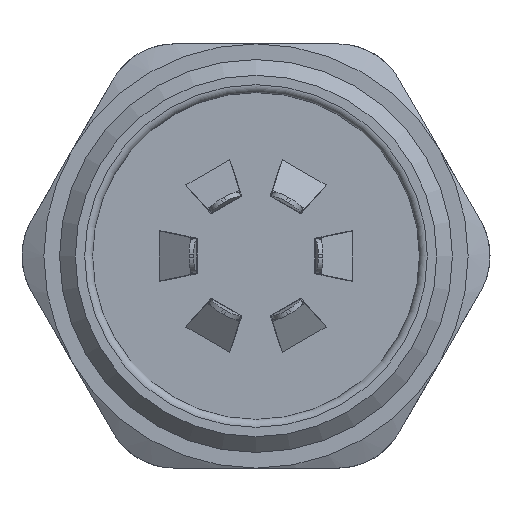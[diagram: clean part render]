
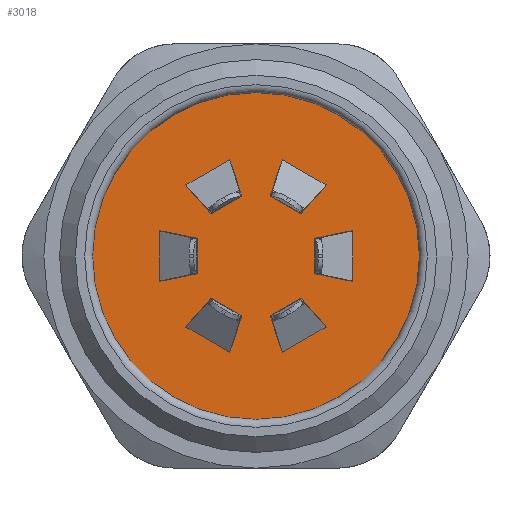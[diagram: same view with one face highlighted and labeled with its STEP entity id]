
A CAD part, front view. The second image highlights one B-rep face of the part: STEP entity #3018.
In plain terms, the highlighted planar face has unit normal (0, -1, 0).
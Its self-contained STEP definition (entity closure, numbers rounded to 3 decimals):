
#251=FACE_BOUND('',#633,.T.);
#252=FACE_BOUND('',#634,.T.);
#253=FACE_BOUND('',#635,.T.);
#254=FACE_BOUND('',#636,.T.);
#255=FACE_BOUND('',#637,.T.);
#256=FACE_BOUND('',#638,.T.);
#315=CIRCLE('',#3241,10.4);
#460=FACE_OUTER_BOUND('',#632,.T.);
#632=EDGE_LOOP('',(#2383));
#633=EDGE_LOOP('',(#2384,#2385,#2386,#2387));
#634=EDGE_LOOP('',(#2388,#2389,#2390,#2391));
#635=EDGE_LOOP('',(#2392,#2393,#2394,#2395));
#636=EDGE_LOOP('',(#2396,#2397,#2398,#2399));
#637=EDGE_LOOP('',(#2400,#2401,#2402,#2403));
#638=EDGE_LOOP('',(#2404,#2405,#2406,#2407));
#698=LINE('',#3998,#907);
#702=LINE('',#4006,#911);
#706=LINE('',#4015,#915);
#710=LINE('',#4023,#919);
#714=LINE('',#4032,#923);
#718=LINE('',#4040,#927);
#722=LINE('',#4049,#931);
#726=LINE('',#4057,#935);
#730=LINE('',#4066,#939);
#734=LINE('',#4074,#943);
#738=LINE('',#4083,#947);
#742=LINE('',#4091,#951);
#773=LINE('',#4916,#982);
#775=LINE('',#4919,#984);
#791=LINE('',#5510,#1000);
#793=LINE('',#5513,#1002);
#809=LINE('',#6104,#1018);
#811=LINE('',#6107,#1020);
#827=LINE('',#6698,#1036);
#829=LINE('',#6701,#1038);
#845=LINE('',#7292,#1054);
#847=LINE('',#7295,#1056);
#863=LINE('',#7886,#1072);
#865=LINE('',#7889,#1074);
#907=VECTOR('',#3329,10.);
#911=VECTOR('',#3335,10.);
#915=VECTOR('',#3341,10.);
#919=VECTOR('',#3347,10.);
#923=VECTOR('',#3353,10.);
#927=VECTOR('',#3359,10.);
#931=VECTOR('',#3365,10.);
#935=VECTOR('',#3371,10.);
#939=VECTOR('',#3377,10.);
#943=VECTOR('',#3383,10.);
#947=VECTOR('',#3389,10.);
#951=VECTOR('',#3395,10.);
#982=VECTOR('',#3500,10.);
#984=VECTOR('',#3504,10.);
#1000=VECTOR('',#3544,10.);
#1002=VECTOR('',#3548,10.);
#1018=VECTOR('',#3588,10.);
#1020=VECTOR('',#3592,10.);
#1036=VECTOR('',#3632,10.);
#1038=VECTOR('',#3636,10.);
#1054=VECTOR('',#3676,10.);
#1056=VECTOR('',#3680,10.);
#1072=VECTOR('',#3720,10.);
#1074=VECTOR('',#3724,10.);
#1116=VERTEX_POINT('',#3996);
#1117=VERTEX_POINT('',#3997);
#1120=VERTEX_POINT('',#4005);
#1123=VERTEX_POINT('',#4013);
#1124=VERTEX_POINT('',#4014);
#1127=VERTEX_POINT('',#4022);
#1130=VERTEX_POINT('',#4030);
#1131=VERTEX_POINT('',#4031);
#1134=VERTEX_POINT('',#4039);
#1137=VERTEX_POINT('',#4047);
#1138=VERTEX_POINT('',#4048);
#1141=VERTEX_POINT('',#4056);
#1144=VERTEX_POINT('',#4064);
#1145=VERTEX_POINT('',#4065);
#1148=VERTEX_POINT('',#4073);
#1151=VERTEX_POINT('',#4081);
#1152=VERTEX_POINT('',#4082);
#1155=VERTEX_POINT('',#4090);
#1206=VERTEX_POINT('',#4915);
#1223=VERTEX_POINT('',#5509);
#1240=VERTEX_POINT('',#6103);
#1257=VERTEX_POINT('',#6697);
#1274=VERTEX_POINT('',#7291);
#1291=VERTEX_POINT('',#7885);
#1318=VERTEX_POINT('',#7959);
#1386=EDGE_CURVE('',#1116,#1117,#698,.T.);
#1390=EDGE_CURVE('',#1120,#1116,#702,.T.);
#1394=EDGE_CURVE('',#1123,#1124,#706,.T.);
#1398=EDGE_CURVE('',#1127,#1123,#710,.T.);
#1402=EDGE_CURVE('',#1130,#1131,#714,.T.);
#1406=EDGE_CURVE('',#1134,#1130,#718,.T.);
#1410=EDGE_CURVE('',#1137,#1138,#722,.T.);
#1414=EDGE_CURVE('',#1141,#1137,#726,.T.);
#1418=EDGE_CURVE('',#1144,#1145,#730,.T.);
#1422=EDGE_CURVE('',#1148,#1144,#734,.T.);
#1426=EDGE_CURVE('',#1151,#1152,#738,.T.);
#1430=EDGE_CURVE('',#1155,#1151,#742,.T.);
#1508=EDGE_CURVE('',#1117,#1206,#773,.T.);
#1510=EDGE_CURVE('',#1206,#1120,#775,.T.);
#1538=EDGE_CURVE('',#1124,#1223,#791,.T.);
#1540=EDGE_CURVE('',#1223,#1127,#793,.T.);
#1568=EDGE_CURVE('',#1131,#1240,#809,.T.);
#1570=EDGE_CURVE('',#1240,#1134,#811,.T.);
#1598=EDGE_CURVE('',#1138,#1257,#827,.T.);
#1600=EDGE_CURVE('',#1257,#1141,#829,.T.);
#1628=EDGE_CURVE('',#1145,#1274,#845,.T.);
#1630=EDGE_CURVE('',#1274,#1148,#847,.T.);
#1658=EDGE_CURVE('',#1152,#1291,#863,.T.);
#1660=EDGE_CURVE('',#1291,#1155,#865,.T.);
#1694=EDGE_CURVE('',#1318,#1318,#315,.T.);
#2383=ORIENTED_EDGE('',*,*,#1694,.F.);
#2384=ORIENTED_EDGE('',*,*,#1430,.T.);
#2385=ORIENTED_EDGE('',*,*,#1426,.T.);
#2386=ORIENTED_EDGE('',*,*,#1658,.T.);
#2387=ORIENTED_EDGE('',*,*,#1660,.T.);
#2388=ORIENTED_EDGE('',*,*,#1422,.T.);
#2389=ORIENTED_EDGE('',*,*,#1418,.T.);
#2390=ORIENTED_EDGE('',*,*,#1628,.T.);
#2391=ORIENTED_EDGE('',*,*,#1630,.T.);
#2392=ORIENTED_EDGE('',*,*,#1414,.T.);
#2393=ORIENTED_EDGE('',*,*,#1410,.T.);
#2394=ORIENTED_EDGE('',*,*,#1598,.T.);
#2395=ORIENTED_EDGE('',*,*,#1600,.T.);
#2396=ORIENTED_EDGE('',*,*,#1406,.T.);
#2397=ORIENTED_EDGE('',*,*,#1402,.T.);
#2398=ORIENTED_EDGE('',*,*,#1568,.T.);
#2399=ORIENTED_EDGE('',*,*,#1570,.T.);
#2400=ORIENTED_EDGE('',*,*,#1398,.T.);
#2401=ORIENTED_EDGE('',*,*,#1394,.T.);
#2402=ORIENTED_EDGE('',*,*,#1538,.T.);
#2403=ORIENTED_EDGE('',*,*,#1540,.T.);
#2404=ORIENTED_EDGE('',*,*,#1390,.T.);
#2405=ORIENTED_EDGE('',*,*,#1386,.T.);
#2406=ORIENTED_EDGE('',*,*,#1508,.T.);
#2407=ORIENTED_EDGE('',*,*,#1510,.T.);
#2715=PLANE('',#3240);
#3018=ADVANCED_FACE('',(#460,#251,#252,#253,#254,#255,#256),#2715,.T.);
#3240=AXIS2_PLACEMENT_3D('',#7958,#3796,#3797);
#3241=AXIS2_PLACEMENT_3D('',#7960,#3798,#3799);
#3329=DIRECTION('',(0.866,0.,-0.5));
#3335=DIRECTION('',(0.371,0.,0.929));
#3341=DIRECTION('',(0.866,0.,0.5));
#3347=DIRECTION('',(-0.619,0.,0.786));
#3353=DIRECTION('',(0.,0.,1.));
#3359=DIRECTION('',(-0.99,0.,-0.143));
#3365=DIRECTION('',(-0.866,0.,0.5));
#3371=DIRECTION('',(-0.371,0.,-0.929));
#3377=DIRECTION('',(-0.866,0.,-0.5));
#3383=DIRECTION('',(0.619,0.,-0.786));
#3389=DIRECTION('',(0.,0.,-1.));
#3395=DIRECTION('',(0.99,0.,0.143));
#3500=DIRECTION('',(-0.619,0.,-0.786));
#3504=DIRECTION('',(-0.866,0.,0.5));
#3544=DIRECTION('',(0.371,0.,-0.929));
#3548=DIRECTION('',(-0.866,0.,-0.5));
#3588=DIRECTION('',(0.99,0.,-0.143));
#3592=DIRECTION('',(0.,0.,-1.));
#3632=DIRECTION('',(0.619,0.,0.786));
#3636=DIRECTION('',(0.866,0.,-0.5));
#3676=DIRECTION('',(-0.371,0.,0.929));
#3680=DIRECTION('',(0.866,0.,0.5));
#3720=DIRECTION('',(-0.99,0.,0.143));
#3724=DIRECTION('',(0.,0.,1.));
#3796=DIRECTION('center_axis',(0.,-1.,0.));
#3797=DIRECTION('ref_axis',(0.,0.,-1.));
#3798=DIRECTION('center_axis',(0.,1.,0.));
#3799=DIRECTION('ref_axis',(-1.,0.,0.));
#3996=CARTESIAN_POINT('',(-4.12,2.923,6.121));
#3997=CARTESIAN_POINT('',(-1.346,2.923,4.52));
#3998=CARTESIAN_POINT('',(-2.733,2.923,5.321));
#4005=CARTESIAN_POINT('',(-4.316,2.923,5.631));
#4006=CARTESIAN_POINT('',(-4.971,2.923,3.99));
#4013=CARTESIAN_POINT('',(-10.264,2.923,4.52));
#4014=CARTESIAN_POINT('',(-7.49,2.923,6.121));
#4015=CARTESIAN_POINT('',(-8.877,2.923,5.321));
#4022=CARTESIAN_POINT('',(-9.937,2.923,4.105));
#4023=CARTESIAN_POINT('',(-8.844,2.923,2.717));
#4030=CARTESIAN_POINT('',(-11.949,2.923,-1.601));
#4031=CARTESIAN_POINT('',(-11.949,2.923,1.601));
#4032=CARTESIAN_POINT('',(-11.949,2.923,0.));
#4039=CARTESIAN_POINT('',(-11.426,2.923,-1.526));
#4040=CARTESIAN_POINT('',(-9.678,2.923,-1.273));
#4047=CARTESIAN_POINT('',(-7.49,2.923,-6.121));
#4048=CARTESIAN_POINT('',(-10.264,2.923,-4.52));
#4049=CARTESIAN_POINT('',(-8.877,2.923,-5.321));
#4056=CARTESIAN_POINT('',(-7.294,2.923,-5.631));
#4057=CARTESIAN_POINT('',(-6.639,2.923,-3.99));
#4064=CARTESIAN_POINT('',(-1.346,2.923,-4.52));
#4065=CARTESIAN_POINT('',(-4.12,2.923,-6.121));
#4066=CARTESIAN_POINT('',(-2.733,2.923,-5.321));
#4073=CARTESIAN_POINT('',(-1.673,2.923,-4.105));
#4074=CARTESIAN_POINT('',(-2.766,2.923,-2.717));
#4081=CARTESIAN_POINT('',(0.339,2.923,1.601));
#4082=CARTESIAN_POINT('',(0.339,2.923,-1.601));
#4083=CARTESIAN_POINT('',(0.339,2.923,0.));
#4090=CARTESIAN_POINT('',(-0.184,2.923,1.526));
#4091=CARTESIAN_POINT('',(-1.932,2.923,1.273));
#4915=CARTESIAN_POINT('',(-1.673,2.923,4.105));
#4916=CARTESIAN_POINT('',(-4.091,2.923,1.034));
#4919=CARTESIAN_POINT('',(-2.994,2.923,4.868));
#5509=CARTESIAN_POINT('',(-7.294,2.923,5.631));
#5510=CARTESIAN_POINT('',(-5.844,2.923,2.001));
#5513=CARTESIAN_POINT('',(-8.615,2.923,4.868));
#6103=CARTESIAN_POINT('',(-11.426,2.923,1.526));
#6104=CARTESIAN_POINT('',(-7.557,2.923,0.967));
#6107=CARTESIAN_POINT('',(-11.426,2.923,0.));
#6697=CARTESIAN_POINT('',(-9.937,2.923,-4.105));
#6698=CARTESIAN_POINT('',(-7.518,2.923,-1.034));
#6701=CARTESIAN_POINT('',(-8.615,2.923,-4.868));
#7291=CARTESIAN_POINT('',(-4.316,2.923,-5.631));
#7292=CARTESIAN_POINT('',(-5.766,2.923,-2.001));
#7295=CARTESIAN_POINT('',(-2.994,2.923,-4.868));
#7885=CARTESIAN_POINT('',(-0.184,2.923,-1.526));
#7886=CARTESIAN_POINT('',(-4.053,2.923,-0.967));
#7889=CARTESIAN_POINT('',(-0.184,2.923,0.));
#7958=CARTESIAN_POINT('Origin',(-15.255,2.923,0.));
#7959=CARTESIAN_POINT('',(4.595,2.923,0.));
#7960=CARTESIAN_POINT('Origin',(-5.805,2.923,0.));
